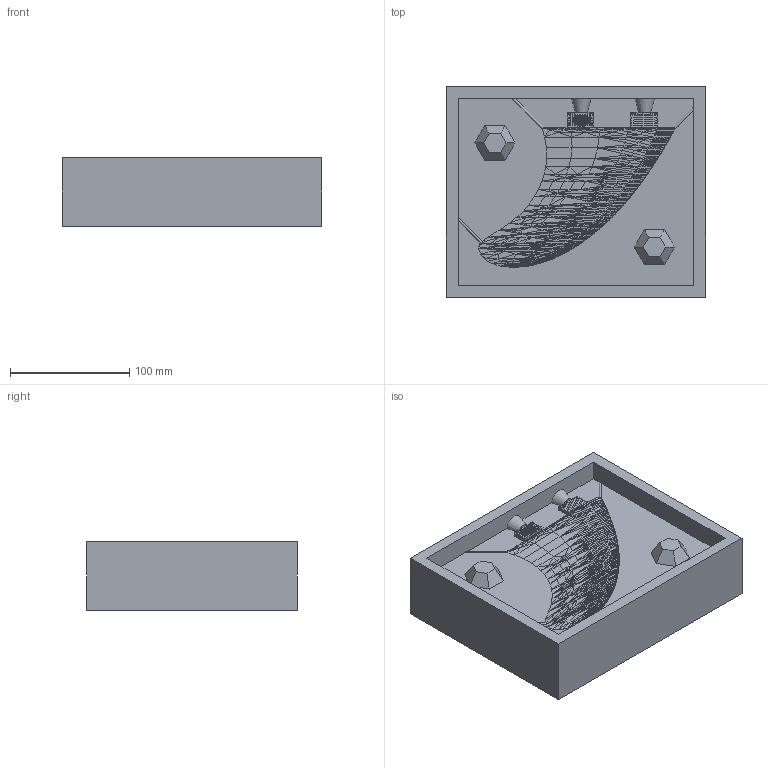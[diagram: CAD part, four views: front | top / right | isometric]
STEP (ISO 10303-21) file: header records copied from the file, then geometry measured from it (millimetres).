
FILE_DESCRIPTION(/* description */ (''),/* implementation_level */ '2;1');
FILE_NAME(/* name */ 'w10_fin01.step',/* time_stamp */ '2018-06-11T11:32:00+02:00',/* author */ (''),/* organization */ (''),/* preprocessor_version */ 'ST-DEVELOPER v17',/* originating_system */ 'Autodesk Translation Framework v7.1.0.215',/* authorisation */ '');
FILE_SCHEMA (('AUTOMOTIVE_DESIGN { 1 0 10303 214 3 1 1 }'));
Products named in the file (1): fin01
Bounding box: 217 x 176 x 57 mm (x, y, z)
Volume: 1681072.6 mm3; surface area: 134979.4 mm2
Topology: 1 solids, 1 shells, 8369 faces, 14673 edges, 6310 vertices
Faces by surface type: plane 6542, bspline 1802, cylinder 23, cone 2
Entity records: 182407 total; most frequent: CARTESIAN_POINT 34845, ORIENTED_EDGE 29346, DIRECTION 27817, EDGE_CURVE 14673, LINE 14627, VECTOR 14627, EDGE_LOOP 8373, FACE_OUTER_BOUND 8369
